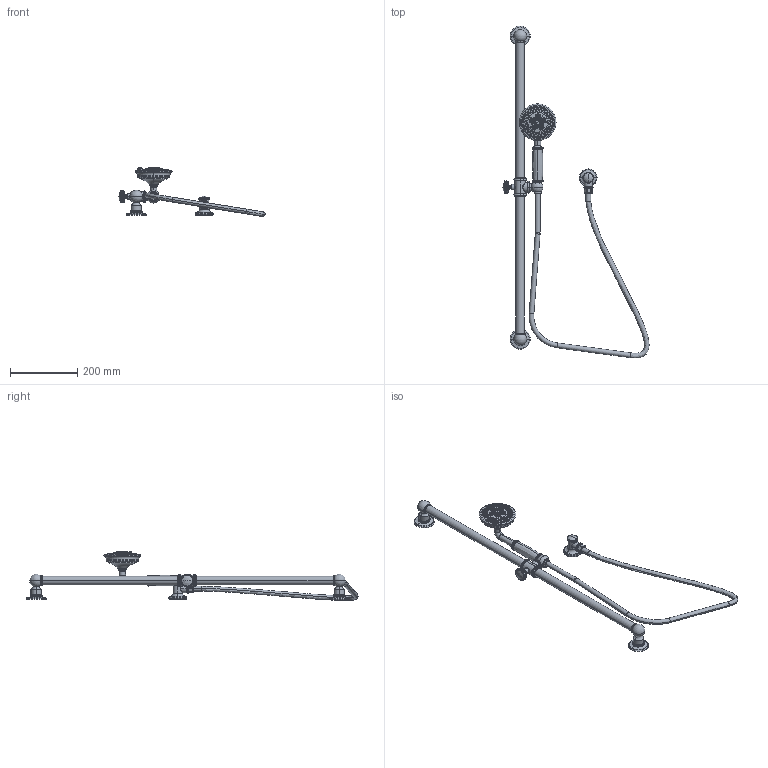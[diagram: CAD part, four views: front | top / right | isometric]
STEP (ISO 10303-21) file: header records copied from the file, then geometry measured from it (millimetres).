
FILE_DESCRIPTION((''),'2;1');
FILE_NAME('280L','2020-12-10T17:30:55',('jinson.thomas'),(''),'CREO PARAMETRIC BY PTC INC, 2018400','CREO PARAMETRIC BY PTC INC, 2018400','');
FILE_SCHEMA(('CONFIG_CONTROL_DESIGN'));
Products named in the file (1): 280L
Bounding box: 434.65 x 987.76 x 145.84 mm (x, y, z)
Volume: 1259349.5 mm3; surface area: 226518.8 mm2
Topology: 1 solids, 2 shells, 1602 faces, 3602 edges, 2172 vertices
Faces by surface type: torus 424, cylinder 370, plane 343, cone 308, bspline 83, sphere 72, revolution 2
Entity records: 65887 total; most frequent: CARTESIAN_POINT 30966, DIRECTION 7439, ORIENTED_EDGE 7170, EDGE_CURVE 3585, AXIS2_PLACEMENT_3D 3271, VERTEX_POINT 2172, EDGE_LOOP 1787, CIRCLE 1754
